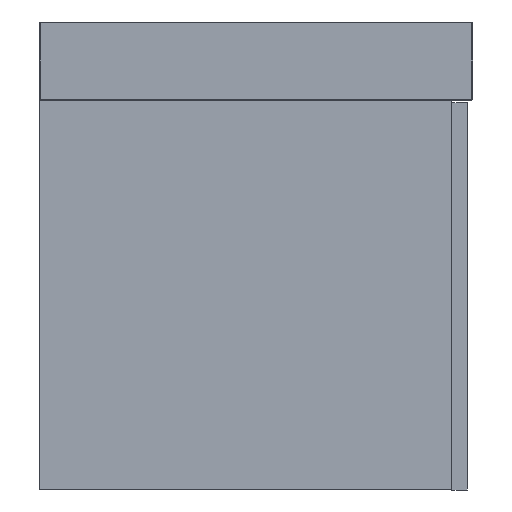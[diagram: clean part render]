
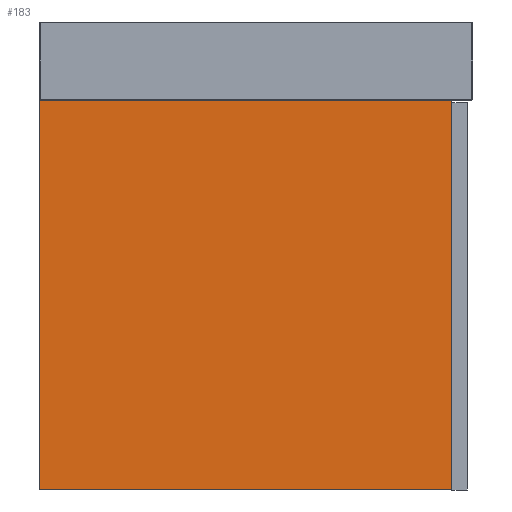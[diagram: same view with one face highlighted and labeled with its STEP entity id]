
A CAD part, left-side view. The second image highlights one B-rep face of the part: STEP entity #183.
In plain terms, the highlighted planar face has unit normal (-1, 0, 0).
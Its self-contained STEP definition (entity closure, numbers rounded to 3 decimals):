
#183=ADVANCED_FACE('',(#254),#1036,.T.);
#254=FACE_OUTER_BOUND('',#325,.T.);
#325=EDGE_LOOP('',(#555,#556,#557,#558));
#555=ORIENTED_EDGE('',*,*,#730,.F.);
#556=ORIENTED_EDGE('',*,*,#731,.F.);
#557=ORIENTED_EDGE('',*,*,#727,.F.);
#558=ORIENTED_EDGE('',*,*,#729,.F.);
#727=EDGE_CURVE('',#963,#964,#866,.T.);
#729=EDGE_CURVE('',#965,#963,#868,.T.);
#730=EDGE_CURVE('',#966,#965,#869,.T.);
#731=EDGE_CURVE('',#964,#966,#870,.T.);
#866=B_SPLINE_CURVE_WITH_KNOTS('',1,(#2066,#2067),.UNSPECIFIED.,.F.,.F.,
(2,2),(0.,476.),.UNSPECIFIED.);
#868=B_SPLINE_CURVE_WITH_KNOTS('',1,(#2070,#2071),.UNSPECIFIED.,.F.,.F.,
(2,2),(-450.,0.),.UNSPECIFIED.);
#869=B_SPLINE_CURVE_WITH_KNOTS('',1,(#2072,#2073),.UNSPECIFIED.,.F.,.F.,
(2,2),(-476.,0.),.UNSPECIFIED.);
#870=B_SPLINE_CURVE_WITH_KNOTS('',1,(#2074,#2075),.UNSPECIFIED.,.F.,.F.,
(2,2),(-450.,0.),.UNSPECIFIED.);
#963=VERTEX_POINT('',#2052);
#964=VERTEX_POINT('',#2053);
#965=VERTEX_POINT('',#2054);
#966=VERTEX_POINT('',#2055);
#1036=PLANE('',#1295);
#1295=AXIS2_PLACEMENT_3D('',#2044,#1395,$);
#1395=DIRECTION('',(-1.,0.,0.));
#2044=CARTESIAN_POINT('',(-592.75,-270.,-47.6));
#2052=CARTESIAN_POINT('',(-592.75,225.,0.));
#2053=CARTESIAN_POINT('',(-592.75,225.,476.));
#2054=CARTESIAN_POINT('',(-592.75,-225.,0.));
#2055=CARTESIAN_POINT('',(-592.75,-225.,476.));
#2066=CARTESIAN_POINT('',(-592.75,225.,0.));
#2067=CARTESIAN_POINT('',(-592.75,225.,476.));
#2070=CARTESIAN_POINT('',(-592.75,-225.,0.));
#2071=CARTESIAN_POINT('',(-592.75,225.,0.));
#2072=CARTESIAN_POINT('',(-592.75,-225.,476.));
#2073=CARTESIAN_POINT('',(-592.75,-225.,0.));
#2074=CARTESIAN_POINT('',(-592.75,225.,476.));
#2075=CARTESIAN_POINT('',(-592.75,-225.,476.));
